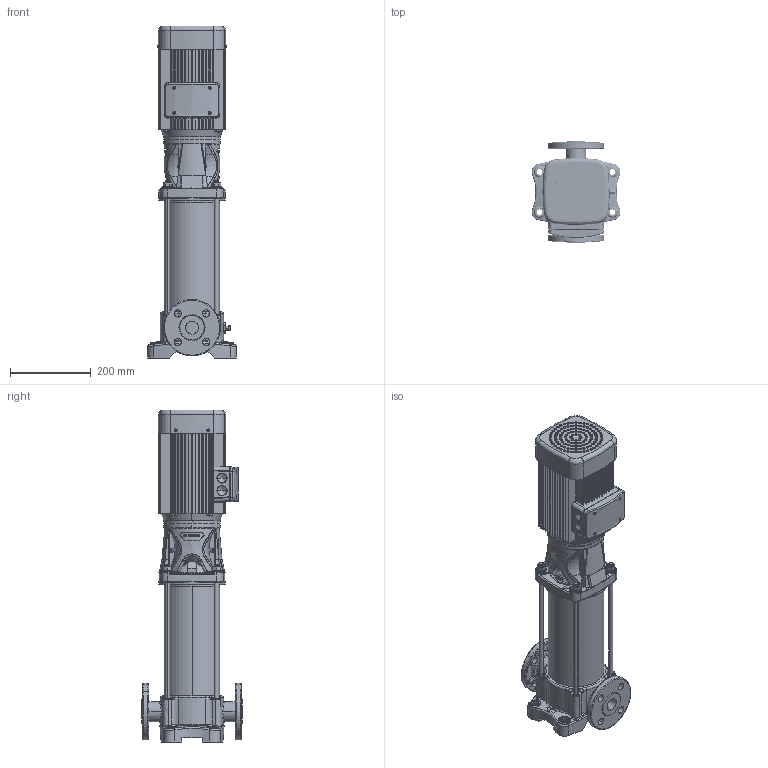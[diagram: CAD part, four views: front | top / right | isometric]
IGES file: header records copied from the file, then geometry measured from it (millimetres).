
Global section: file name: 015P2172 (RMV 5-11F); native system: AutoCAD 2021 — Русский (Russian),62HAutod; preprocessor: esk Translation Framework DWG producer (atf_dwg_producer); organization: unknown; date: 20230825.152636; units: millimetre
Bounding box: 219.98 x 250 x 822 mm (x, y, z)
Volume: 9116147.9 mm3; surface area: 1367292 mm2
Topology: 47 solids, 49 shells, 3429 faces, 13464 edges, 10616 vertices
Faces by surface type: bspline 3299, revolution 130
